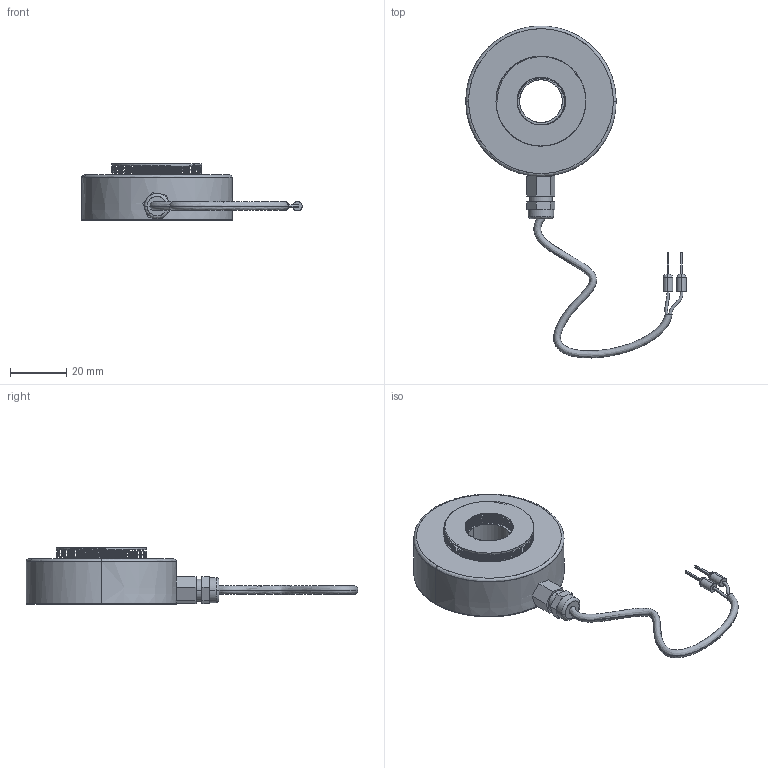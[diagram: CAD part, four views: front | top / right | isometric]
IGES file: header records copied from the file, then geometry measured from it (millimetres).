
Start section: SolidWorks IGES file using analytic representation for surfaces
Global section: file name: DP16432-B_LTRN050W45.igs; native system: SolidWorks 2021; preprocessor: SolidWorks 2021; author: bertolucci; date: 211222.142439; units: millimetre
Bounding box: 78.45 x 118.15 x 20.2 mm (x, y, z)
Surface area: 10753.4 mm2 (no closed solid volume)
Topology: 0 solids, 0 shells, 139 faces, 1818 edges, 1818 vertices
Faces by surface type: revolution 71, bspline 68
